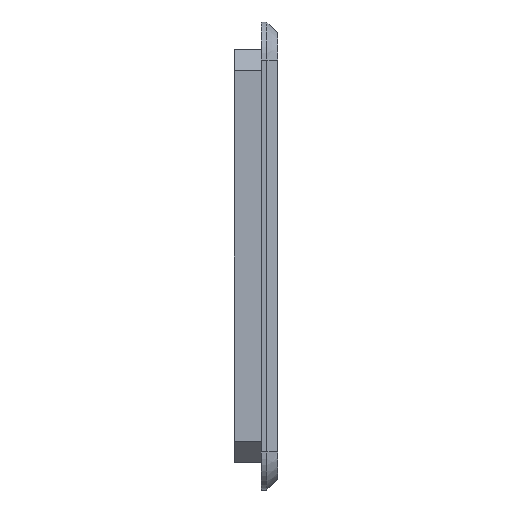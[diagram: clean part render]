
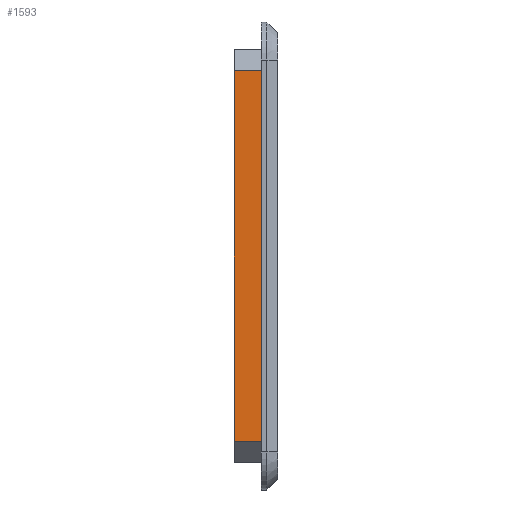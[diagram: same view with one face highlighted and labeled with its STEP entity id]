
A CAD part, left-side view. The second image highlights one B-rep face of the part: STEP entity #1593.
In plain terms, the highlighted planar face has unit normal (-1, 0, 0).
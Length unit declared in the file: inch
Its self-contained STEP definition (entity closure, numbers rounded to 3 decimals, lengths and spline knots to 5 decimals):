
#57=PLANE('',#1657);
#141=FACE_OUTER_BOUND('',#228,.T.);
#228=EDGE_LOOP('',(#1339,#1340,#1341,#1342));
#348=LINE('',#3109,#482);
#351=LINE('',#3115,#485);
#352=LINE('',#3117,#486);
#353=LINE('',#3118,#487);
#482=VECTOR('',#1846,0.3937);
#485=VECTOR('',#1851,0.3937);
#486=VECTOR('',#1852,0.3937);
#487=VECTOR('',#1853,0.3937);
#742=VERTEX_POINT('',#3105);
#744=VERTEX_POINT('',#3108);
#746=VERTEX_POINT('',#3114);
#747=VERTEX_POINT('',#3116);
#966=EDGE_CURVE('',#742,#744,#348,.T.);
#969=EDGE_CURVE('',#746,#742,#351,.T.);
#970=EDGE_CURVE('',#746,#747,#352,.T.);
#971=EDGE_CURVE('',#744,#747,#353,.T.);
#1339=ORIENTED_EDGE('',*,*,#969,.F.);
#1340=ORIENTED_EDGE('',*,*,#970,.T.);
#1341=ORIENTED_EDGE('',*,*,#971,.F.);
#1342=ORIENTED_EDGE('',*,*,#966,.F.);
#1593=ADVANCED_FACE('',(#141),#57,.T.);
#1657=AXIS2_PLACEMENT_3D('',#3113,#1849,#1850);
#1846=DIRECTION('',(0.,1.,0.));
#1849=DIRECTION('center_axis',(-1.,0.,0.));
#1850=DIRECTION('ref_axis',(0.,0.,1.));
#1851=DIRECTION('',(0.,0.,-1.));
#1852=DIRECTION('',(0.,1.,0.));
#1853=DIRECTION('',(0.,0.,1.));
#3105=CARTESIAN_POINT('',(0.05,0.03,0.09));
#3108=CARTESIAN_POINT('',(0.05,0.08,0.09));
#3109=CARTESIAN_POINT('',(0.05,0.,0.09));
#3113=CARTESIAN_POINT('Origin',(0.05,0.,0.09));
#3114=CARTESIAN_POINT('',(0.05,0.03,0.77));
#3115=CARTESIAN_POINT('',(0.05,0.03,0.09));
#3116=CARTESIAN_POINT('',(0.05,0.08,0.77));
#3117=CARTESIAN_POINT('',(0.05,0.,0.77));
#3118=CARTESIAN_POINT('',(0.05,0.08,0.09));
